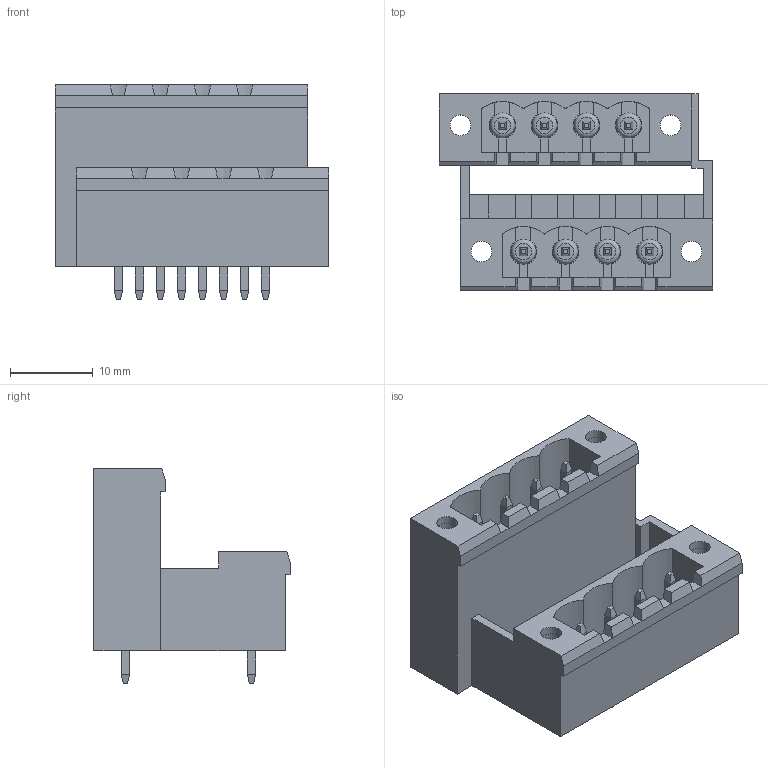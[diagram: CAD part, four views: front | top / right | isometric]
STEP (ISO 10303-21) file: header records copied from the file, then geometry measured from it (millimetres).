
FILE_DESCRIPTION( ( 'Unknown' ), '1' );
FILE_NAME( '691337500008.stp', 'Unknown', ( 'Unknown' ), ( 'Unknown' ), 'PSStep 15.0.49', 'Unknown', ' ' );
FILE_SCHEMA( ( 'AUTOMOTIVE_DESIGN { 1 0 10303 214 1 1 1 1 }' ) );
Length unit declared in the file: millimetre
Products named in the file (5): Assem1; 6913375000xx_PIN Longue; 6913375000xx_PIN Courte; 691336500008; 6913375000xx_INSERT
Assembly tree (13 placements, depth 2):
  Assem1
    6913375000xx_PIN Longue  x4
    6913375000xx_PIN Courte  x4
    691336500008
    6913375000xx_INSERT  x4
Bounding box: 33.02 x 23.7 x 25.9 mm (x, y, z)
Volume: 4817 mm3; surface area: 9619.6 mm2
Topology: 13 solids, 13 shells, 532 faces, 1419 edges, 917 vertices
Faces by surface type: plane 472, cylinder 44, torus 16
Full cylindrical faces by diameter (mm): 1.45 x4, 2.5 x8, 2.997 x4, 3 x4
Entity records: 16787 total; most frequent: CARTESIAN_POINT 2583, ORIENTED_EDGE 2278, DIRECTION 2093, EDGE_CURVE 1139, LINE 1019, VECTOR 1019, VERTEX_POINT 763, AXIS2_PLACEMENT_3D 537
